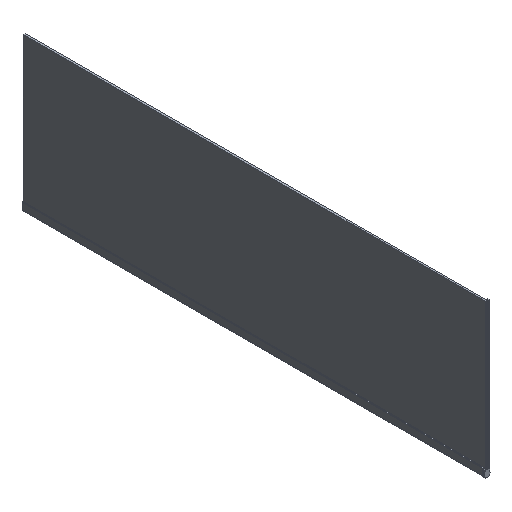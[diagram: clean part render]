
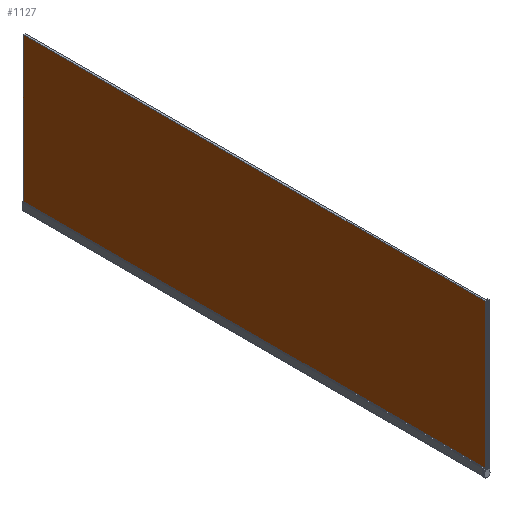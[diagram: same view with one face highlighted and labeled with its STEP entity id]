
A CAD part, isometric view. The second image highlights one B-rep face of the part: STEP entity #1127.
In plain terms, the highlighted planar face has unit normal (-1, 0, 0).
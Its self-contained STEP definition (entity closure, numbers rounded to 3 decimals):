
#237 = DIRECTION ( 'NONE',  ( 0., -1., 0. ) ) ;
#243 = DIRECTION ( 'NONE',  ( 0., 0., 1. ) ) ;
#382 = VECTOR ( 'NONE', #8803, 1000. ) ;
#675 = DIRECTION ( 'NONE',  ( 0., -1., 0. ) ) ;
#682 = CARTESIAN_POINT ( 'NONE',  ( -3.252, -1.2, 30.3 ) ) ;
#990 = AXIS2_PLACEMENT_3D ( 'NONE', #8245, #3118, #15819 ) ;
#1087 = CARTESIAN_POINT ( 'NONE',  ( -3.252, -8., 6.5 ) ) ;
#1127 = ADVANCED_FACE ( 'NONE', ( #1944 ), #10778, .T. ) ;
#1140 = VERTEX_POINT ( 'NONE', #682 ) ;
#1626 = VECTOR ( 'NONE', #7148, 1000. ) ;
#1710 = VERTEX_POINT ( 'NONE', #14101 ) ;
#1944 = FACE_OUTER_BOUND ( 'NONE', #13467, .T. ) ;
#2410 = EDGE_CURVE ( 'NONE', #8527, #9483, #6963, .T. ) ;
#2467 = ORIENTED_EDGE ( 'NONE', *, *, #10670, .F. ) ;
#2502 = DIRECTION ( 'NONE',  ( 0., 1., 0. ) ) ;
#2653 = ORIENTED_EDGE ( 'NONE', *, *, #11466, .F. ) ;
#2734 = VERTEX_POINT ( 'NONE', #9167 ) ;
#2856 = VERTEX_POINT ( 'NONE', #3829 ) ;
#2860 = ORIENTED_EDGE ( 'NONE', *, *, #7854, .F. ) ;
#2894 = CARTESIAN_POINT ( 'NONE',  ( -3.252, 1972., 30. ) ) ;
#3001 = LINE ( 'NONE', #5144, #12672 ) ;
#3118 = DIRECTION ( 'NONE',  ( -1., 0., 0. ) ) ;
#3224 = VECTOR ( 'NONE', #13967, 1000. ) ;
#3492 = DIRECTION ( 'NONE',  ( 0., 0., -1. ) ) ;
#3514 = DIRECTION ( 'NONE',  ( 0., 0., 1. ) ) ;
#3778 = CARTESIAN_POINT ( 'NONE',  ( -3.252, 0., 30.269 ) ) ;
#3787 = LINE ( 'NONE', #8653, #4579 ) ;
#3829 = CARTESIAN_POINT ( 'NONE',  ( -3.252, -1.2, 6.5 ) ) ;
#3946 = EDGE_CURVE ( 'NONE', #1710, #9289, #3001, .T. ) ;
#4231 = CARTESIAN_POINT ( 'NONE',  ( -3.252, 0., 30.269 ) ) ;
#4285 = VECTOR ( 'NONE', #3492, 1000. ) ;
#4480 = VECTOR ( 'NONE', #14377, 1000. ) ;
#4579 = VECTOR ( 'NONE', #3514, 1000. ) ;
#4646 = CARTESIAN_POINT ( 'NONE',  ( -3.252, -1.2, 228.5 ) ) ;
#4710 = LINE ( 'NONE', #11362, #11433 ) ;
#5082 = DIRECTION ( 'NONE',  ( 0., 0., -1. ) ) ;
#5144 = CARTESIAN_POINT ( 'NONE',  ( -3.252, 0., 30.931 ) ) ;
#5288 = LINE ( 'NONE', #4646, #4285 ) ;
#5374 = VECTOR ( 'NONE', #12464, 1000. ) ;
#5414 = VERTEX_POINT ( 'NONE', #5661 ) ;
#5661 = CARTESIAN_POINT ( 'NONE',  ( -3.252, -8., 30.3 ) ) ;
#5844 = VECTOR ( 'NONE', #237, 1000. ) ;
#5921 = LINE ( 'NONE', #7611, #12216 ) ;
#5974 = VERTEX_POINT ( 'NONE', #14015 ) ;
#6129 = CARTESIAN_POINT ( 'NONE',  ( -3.252, 1972., 30.269 ) ) ;
#6244 = CARTESIAN_POINT ( 'NONE',  ( -3.252, -8., 649.5 ) ) ;
#6289 = CARTESIAN_POINT ( 'NONE',  ( -3.252, 0., 0. ) ) ;
#6505 = VERTEX_POINT ( 'NONE', #4231 ) ;
#6877 = EDGE_CURVE ( 'NONE', #9065, #5974, #15667, .T. ) ;
#6963 = LINE ( 'NONE', #6244, #3224 ) ;
#7148 = DIRECTION ( 'NONE',  ( 0., 1., 0. ) ) ;
#7202 = CARTESIAN_POINT ( 'NONE',  ( -3.252, 1972., 6.5 ) ) ;
#7611 = CARTESIAN_POINT ( 'NONE',  ( -3.252, 1972., 649.5 ) ) ;
#7844 = ORIENTED_EDGE ( 'NONE', *, *, #8394, .F. ) ;
#7854 = EDGE_CURVE ( 'NONE', #9065, #8509, #5921, .T. ) ;
#8245 = CARTESIAN_POINT ( 'NONE',  ( -3.252, 982., 228.5 ) ) ;
#8394 = EDGE_CURVE ( 'NONE', #9483, #5414, #9685, .T. ) ;
#8509 = VERTEX_POINT ( 'NONE', #6129 ) ;
#8527 = VERTEX_POINT ( 'NONE', #14987 ) ;
#8653 = CARTESIAN_POINT ( 'NONE',  ( -3.252, 1972., 649.5 ) ) ;
#8733 = CARTESIAN_POINT ( 'NONE',  ( -3.252, 1972., 30.931 ) ) ;
#8803 = DIRECTION ( 'NONE',  ( 0., -1., 0. ) ) ;
#9062 = CARTESIAN_POINT ( 'NONE',  ( -3.252, 982., 30.3 ) ) ;
#9065 = VERTEX_POINT ( 'NONE', #2894 ) ;
#9146 = VECTOR ( 'NONE', #675, 1000. ) ;
#9167 = CARTESIAN_POINT ( 'NONE',  ( -3.252, 0., 6.5 ) ) ;
#9289 = VERTEX_POINT ( 'NONE', #8733 ) ;
#9387 = EDGE_CURVE ( 'NONE', #1140, #5414, #13344, .T. ) ;
#9483 = VERTEX_POINT ( 'NONE', #10269 ) ;
#9685 = LINE ( 'NONE', #1087, #5374 ) ;
#10269 = CARTESIAN_POINT ( 'NONE',  ( -3.252, -8., 649.5 ) ) ;
#10495 = ORIENTED_EDGE ( 'NONE', *, *, #6877, .T. ) ;
#10670 = EDGE_CURVE ( 'NONE', #2856, #2734, #11484, .T. ) ;
#10778 = PLANE ( 'NONE',  #990 ) ;
#10797 = ORIENTED_EDGE ( 'NONE', *, *, #15557, .F. ) ;
#10817 = CARTESIAN_POINT ( 'NONE',  ( -3.252, 0., 30. ) ) ;
#10879 = EDGE_CURVE ( 'NONE', #9289, #8527, #3787, .T. ) ;
#11119 = ORIENTED_EDGE ( 'NONE', *, *, #14999, .F. ) ;
#11362 = CARTESIAN_POINT ( 'NONE',  ( -3.252, 0., 228.5 ) ) ;
#11433 = VECTOR ( 'NONE', #5082, 1000. ) ;
#11457 = ORIENTED_EDGE ( 'NONE', *, *, #9387, .T. ) ;
#11466 = EDGE_CURVE ( 'NONE', #1140, #2856, #5288, .T. ) ;
#11484 = LINE ( 'NONE', #7202, #1626 ) ;
#11642 = LINE ( 'NONE', #3778, #382 ) ;
#11709 = ORIENTED_EDGE ( 'NONE', *, *, #13667, .T. ) ;
#12059 = ORIENTED_EDGE ( 'NONE', *, *, #10879, .F. ) ;
#12216 = VECTOR ( 'NONE', #243, 1000. ) ;
#12308 = ORIENTED_EDGE ( 'NONE', *, *, #2410, .F. ) ;
#12464 = DIRECTION ( 'NONE',  ( 0., 0., -1. ) ) ;
#12505 = ORIENTED_EDGE ( 'NONE', *, *, #3946, .F. ) ;
#12672 = VECTOR ( 'NONE', #2502, 1000. ) ;
#13344 = LINE ( 'NONE', #9062, #5844 ) ;
#13467 = EDGE_LOOP ( 'NONE', ( #2860, #10495, #10797, #2467, #2653, #11457, #7844, #12308, #12059, #12505, #11709, #11119 ) ) ;
#13554 = LINE ( 'NONE', #6289, #4480 ) ;
#13667 = EDGE_CURVE ( 'NONE', #1710, #6505, #4710, .T. ) ;
#13967 = DIRECTION ( 'NONE',  ( 0., -1., 0. ) ) ;
#14015 = CARTESIAN_POINT ( 'NONE',  ( -3.252, 0., 30. ) ) ;
#14101 = CARTESIAN_POINT ( 'NONE',  ( -3.252, 0., 30.931 ) ) ;
#14377 = DIRECTION ( 'NONE',  ( 0., 0., 1. ) ) ;
#14987 = CARTESIAN_POINT ( 'NONE',  ( -3.252, 1972., 649.5 ) ) ;
#14999 = EDGE_CURVE ( 'NONE', #8509, #6505, #11642, .T. ) ;
#15557 = EDGE_CURVE ( 'NONE', #2734, #5974, #13554, .T. ) ;
#15667 = LINE ( 'NONE', #10817, #9146 ) ;
#15819 = DIRECTION ( 'NONE',  ( 0., 0., 1. ) ) ;
